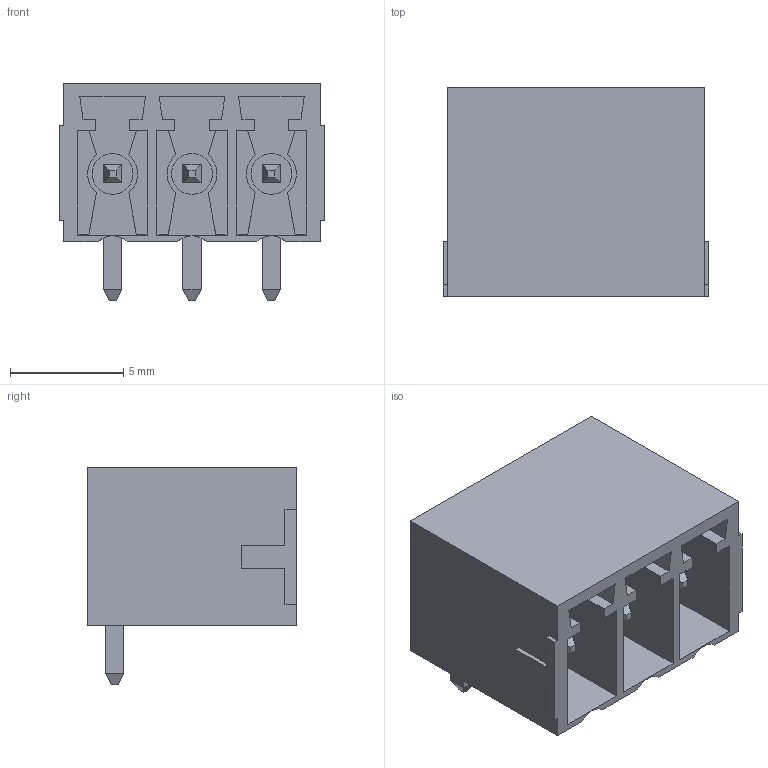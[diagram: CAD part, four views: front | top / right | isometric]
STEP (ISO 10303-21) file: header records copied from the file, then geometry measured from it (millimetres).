
FILE_DESCRIPTION(/* description */ ('Unknown'),/* implementation_level */ '2;1');
FILE_NAME(/* name */ '691701110003B',/* time_stamp */ '2024-01-09T16:32:54+01:00',/* author */ ('Unknown'),/* organization */ ('Unknown'),/* preprocessor_version */ 'ST-DEVELOPER v18.102',/* originating_system */ 'Solid Edge',/* authorisation */ 'Unknown');
FILE_SCHEMA (('AUTOMOTIVE_DESIGN {1 0 10303 214 3 1 1}'));
Length unit declared in the file: millimetre
Products named in the file (3): 6917011100xxB; 691701110003B; 6917011100xxB_PIN
Assembly tree (4 placements, depth 2):
  6917011100xxB
    691701110003B
    6917011100xxB_PIN  x3
Bounding box: 11.7 x 9.2 x 9.6 mm (x, y, z)
Volume: 376.5 mm3; surface area: 1108.2 mm2
Topology: 4 solids, 4 shells, 229 faces, 639 edges, 415 vertices
Faces by surface type: plane 208, cylinder 21
Full cylindrical faces by diameter (mm): 1.25 x3, 1.8 x3
Entity records: 6284 total; most frequent: CARTESIAN_POINT 1106, ORIENTED_EDGE 1094, DIRECTION 986, EDGE_CURVE 547, LINE 504, VECTOR 504, VERTEX_POINT 361, AXIS2_PLACEMENT_3D 241
